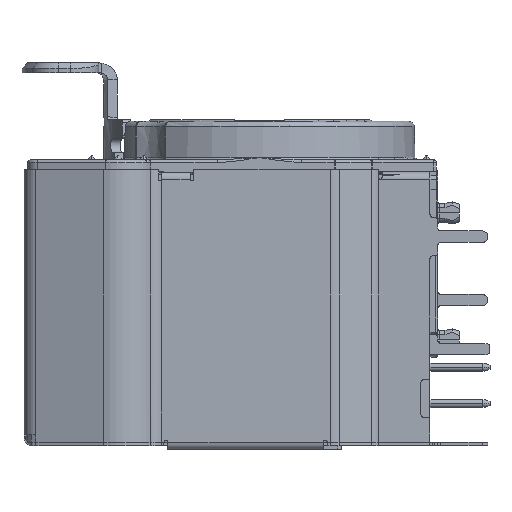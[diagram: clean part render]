
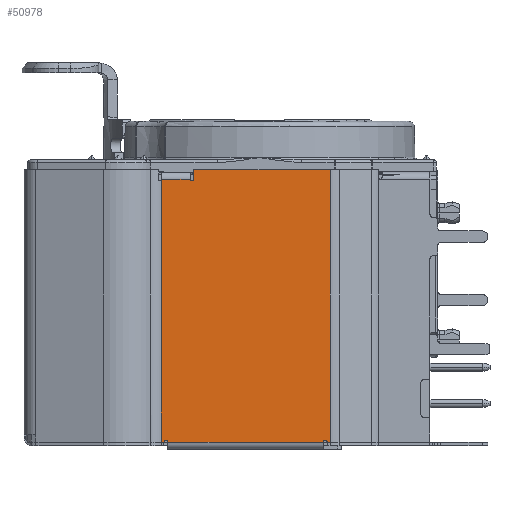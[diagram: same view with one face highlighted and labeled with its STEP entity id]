
A CAD part, left-side view. The second image highlights one B-rep face of the part: STEP entity #50978.
In plain terms, the highlighted planar face has unit normal (-1, 0, 0).
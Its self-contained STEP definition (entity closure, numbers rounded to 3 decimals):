
#14534=DIRECTION('',(0.,-1.,0.));
#14535=VECTOR('',#14534,2.025);
#14536=CARTESIAN_POINT('',(-11.25,6.85,-0.65));
#14537=LINE('',#14536,#14535);
#14543=CARTESIAN_POINT('',(-11.25,-4.625,-19.05));
#14544=DIRECTION('',(-1.,0.,0.));
#14545=DIRECTION('',(0.,-1.,0.));
#14546=AXIS2_PLACEMENT_3D('',#14543,#14544,#14545);
#14548=CARTESIAN_POINT('',(-11.25,6.525,-19.05));
#14549=DIRECTION('',(1.,0.,0.));
#14550=DIRECTION('',(0.,1.,0.));
#14551=AXIS2_PLACEMENT_3D('',#14548,#14549,#14550);
#14553=CARTESIAN_POINT('',(-11.25,4.7,-0.65));
#14554=DIRECTION('',(1.,0.,0.));
#14555=DIRECTION('',(0.,-1.,0.));
#14556=AXIS2_PLACEMENT_3D('',#14553,#14554,#14555);
#14558=DIRECTION('',(0.,0.,-1.));
#14559=VECTOR('',#14558,0.65);
#14560=CARTESIAN_POINT('',(-11.25,4.575,0.));
#14561=LINE('',#14560,#14559);
#14570=DIRECTION('',(0.,1.,0.));
#14571=VECTOR('',#14570,0.2);
#14572=CARTESIAN_POINT('',(-11.25,6.65,-19.05));
#14573=LINE('',#14572,#14571);
#14586=DIRECTION('',(0.,1.,0.));
#14587=VECTOR('',#14586,0.211);
#14588=CARTESIAN_POINT('',(-11.25,-4.961,-19.05));
#14589=LINE('',#14588,#14587);
#14740=DIRECTION('',(0.,0.,1.));
#14741=VECTOR('',#14740,18.4);
#14742=CARTESIAN_POINT('',(-11.25,6.85,-19.05));
#14743=LINE('',#14742,#14741);
#14875=DIRECTION('',(0.,-1.,0.));
#14876=VECTOR('',#14875,10.9);
#14877=CARTESIAN_POINT('',(-11.25,6.4,-19.05));
#14878=LINE('',#14877,#14876);
#15119=DIRECTION('',(0.,1.,0.));
#15120=VECTOR('',#15119,9.536);
#15121=CARTESIAN_POINT('',(-11.25,-4.961,0.));
#15122=LINE('',#15121,#15120);
#15123=DIRECTION('',(0.,0.,1.));
#15124=VECTOR('',#15123,19.05);
#15125=CARTESIAN_POINT('',(-11.25,-4.961,-19.05));
#15126=LINE('',#15125,#15124);
#26744=CARTESIAN_POINT('',(-11.25,6.85,-19.05));
#26746=VERTEX_POINT('',#26744);
#26748=CARTESIAN_POINT('',(-11.25,-4.961,0.));
#26750=VERTEX_POINT('',#26748);
#26931=CARTESIAN_POINT('',(-11.25,6.65,-19.05));
#26932=VERTEX_POINT('',#26931);
#26937=CARTESIAN_POINT('',(-11.25,-4.961,-19.05));
#26938=CARTESIAN_POINT('',(-11.25,-4.75,-19.05));
#26939=VERTEX_POINT('',#26937);
#26940=VERTEX_POINT('',#26938);
#27073=CARTESIAN_POINT('',(-11.25,6.85,-0.65));
#27074=CARTESIAN_POINT('',(-11.25,4.825,-0.65));
#27075=VERTEX_POINT('',#27073);
#27076=VERTEX_POINT('',#27074);
#27305=CARTESIAN_POINT('',(-11.25,4.575,-0.65));
#27306=VERTEX_POINT('',#27305);
#27307=CARTESIAN_POINT('',(-11.25,4.575,0.));
#27308=VERTEX_POINT('',#27307);
#27338=CARTESIAN_POINT('',(-11.25,6.4,-19.05));
#27339=VERTEX_POINT('',#27338);
#27342=CARTESIAN_POINT('',(-11.25,-4.5,-19.05));
#27343=VERTEX_POINT('',#27342);
#50951=CARTESIAN_POINT('',(-11.25,-5.229,-19.05));
#50952=DIRECTION('',(1.,0.,0.));
#50953=DIRECTION('',(0.,1.,0.));
#50954=AXIS2_PLACEMENT_3D('',#50951,#50952,#50953);
#50955=PLANE('',#50954);
#50957=ORIENTED_EDGE('',*,*,#50956,.T.);
#50959=ORIENTED_EDGE('',*,*,#50958,.T.);
#50961=ORIENTED_EDGE('',*,*,#50960,.F.);
#50963=ORIENTED_EDGE('',*,*,#50962,.F.);
#50965=ORIENTED_EDGE('',*,*,#50964,.T.);
#50967=ORIENTED_EDGE('',*,*,#50966,.T.);
#50968=ORIENTED_EDGE('',*,*,#50945,.T.);
#50970=ORIENTED_EDGE('',*,*,#50969,.F.);
#50971=ORIENTED_EDGE('',*,*,#42988,.F.);
#50973=ORIENTED_EDGE('',*,*,#50972,.F.);
#50975=ORIENTED_EDGE('',*,*,#50974,.F.);
#50976=EDGE_LOOP('',(#50957,#50959,#50961,#50963,#50965,#50967,#50968,#50970,
#50971,#50973,#50975));
#50977=FACE_OUTER_BOUND('',#50976,.F.);
#50978=ADVANCED_FACE('',(#50977),#50955,.F.);
#14547=CIRCLE('',#14546,0.125);
#14552=CIRCLE('',#14551,0.125);
#14557=CIRCLE('',#14556,0.125);
#42988=EDGE_CURVE('',#27308,#27306,#14561,.T.);
#50945=EDGE_CURVE('',#27075,#27076,#14537,.T.);
#50956=EDGE_CURVE('',#26939,#26940,#14589,.T.);
#50958=EDGE_CURVE('',#26940,#27343,#14547,.T.);
#50960=EDGE_CURVE('',#27339,#27343,#14878,.T.);
#50962=EDGE_CURVE('',#26932,#27339,#14552,.T.);
#50964=EDGE_CURVE('',#26932,#26746,#14573,.T.);
#50966=EDGE_CURVE('',#26746,#27075,#14743,.T.);
#50969=EDGE_CURVE('',#27306,#27076,#14557,.T.);
#50972=EDGE_CURVE('',#26750,#27308,#15122,.T.);
#50974=EDGE_CURVE('',#26939,#26750,#15126,.T.);
